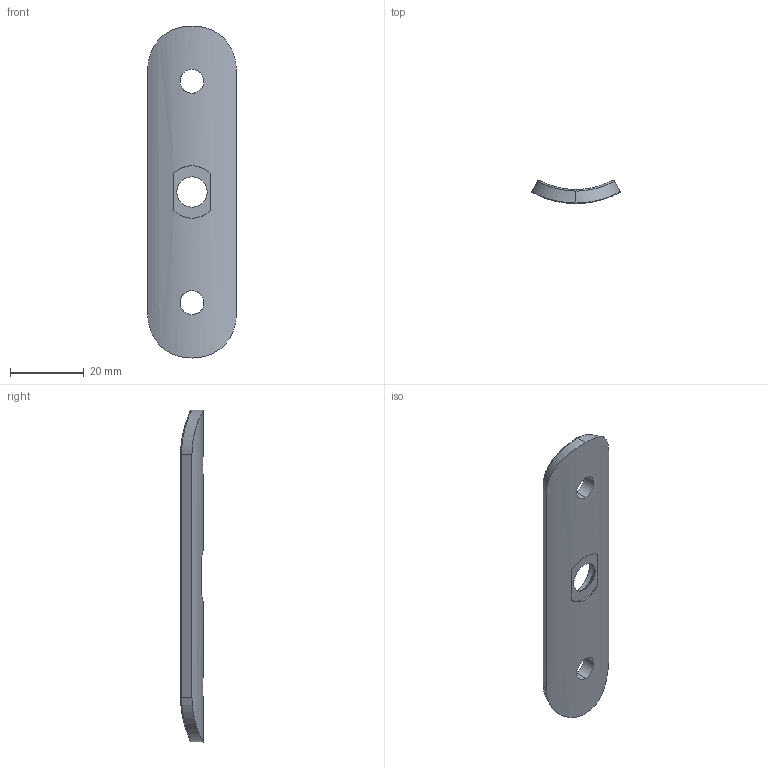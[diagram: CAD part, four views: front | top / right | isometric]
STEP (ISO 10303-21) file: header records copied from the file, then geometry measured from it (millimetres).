
FILE_DESCRIPTION (( 'STEP AP203' ), '1' );
FILE_NAME ('60182-240-L.step', '2019-03-20T12:33:35', ( '' ), ( '' ), 'SwSTEP 2.0', 'SolidWorks 2015', '' );
FILE_SCHEMA (( 'CONFIG_CONTROL_DESIGN' ));
Length unit declared in the file: millimetre
Products named in the file (1): 60182-240-L
Bounding box: 24 x 6.15 x 90 mm (x, y, z)
Volume: 6625.6 mm3; surface area: 4653.4 mm2
Topology: 1 solids, 1 shells, 262 faces, 683 edges, 452 vertices
Faces by surface type: bspline 108, plane 105, cylinder 47, cone 2
Entity records: 13394 total; most frequent: CARTESIAN_POINT 7621, ORIENTED_EDGE 1366, DIRECTION 839, EDGE_CURVE 683, VERTEX_POINT 452, VECTOR 319, LINE 319, EDGE_LOOP 297
